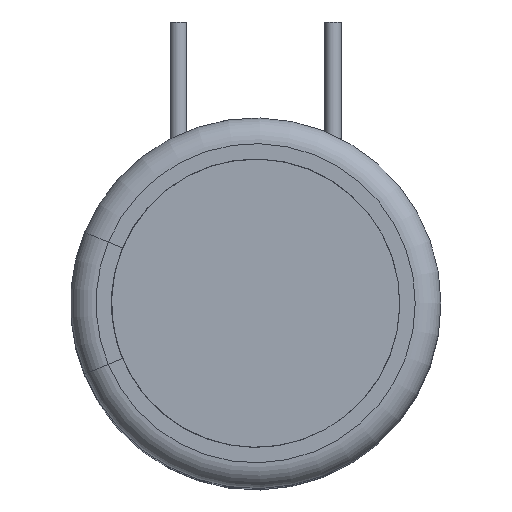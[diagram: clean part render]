
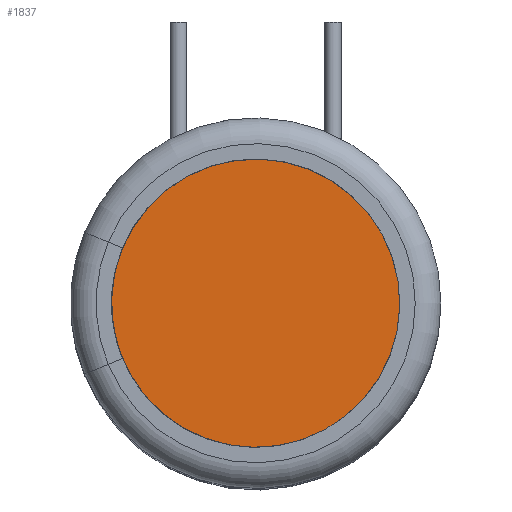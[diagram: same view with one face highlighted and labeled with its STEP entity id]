
A CAD part, top view. The second image highlights one B-rep face of the part: STEP entity #1837.
In plain terms, the highlighted planar face has unit normal (0, 0, 1).
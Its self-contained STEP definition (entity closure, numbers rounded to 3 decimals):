
#410=PLANE('',#2037);
#484=FACE_OUTER_BOUND('',#595,.T.);
#595=EDGE_LOOP('',(#1417));
#709=CIRCLE('',#1997,7.);
#830=VERTEX_POINT('',#2870);
#1026=EDGE_CURVE('',#830,#830,#709,.T.);
#1417=ORIENTED_EDGE('',*,*,#1026,.T.);
#1837=ADVANCED_FACE('',(#484),#410,.T.);
#1997=AXIS2_PLACEMENT_3D('',#2871,#2308,#2309);
#2037=AXIS2_PLACEMENT_3D('',#3069,#2393,#2394);
#2308=DIRECTION('center_axis',(0.,0.,1.));
#2309=DIRECTION('ref_axis',(-1.,0.,0.));
#2393=DIRECTION('center_axis',(0.,0.,1.));
#2394=DIRECTION('ref_axis',(1.,0.,0.));
#2870=CARTESIAN_POINT('',(3.356,-6.143,44.9));
#2871=CARTESIAN_POINT('Origin',(0.,0.,44.9));
#3069=CARTESIAN_POINT('Origin',(0.,7.,44.9));
